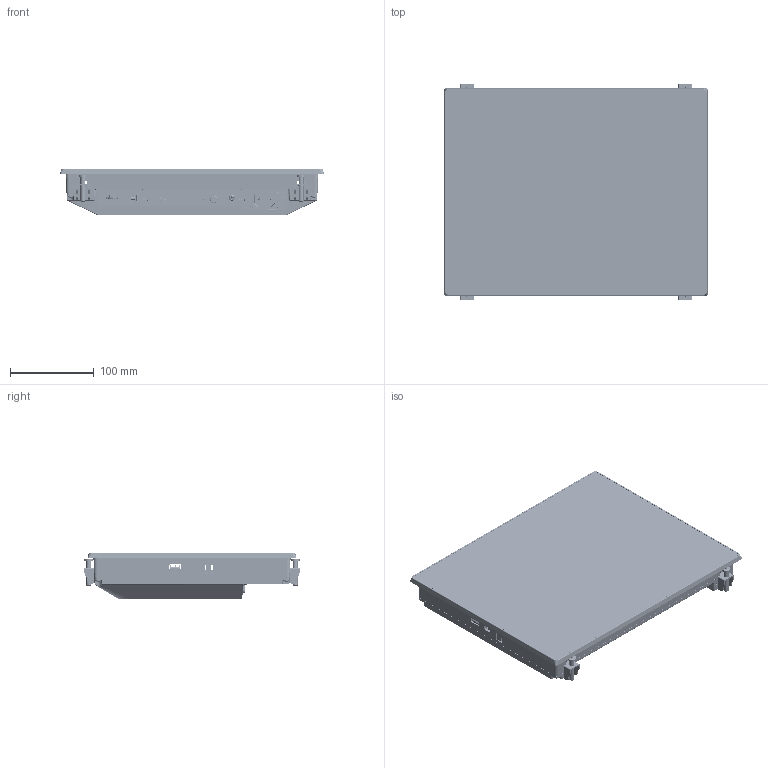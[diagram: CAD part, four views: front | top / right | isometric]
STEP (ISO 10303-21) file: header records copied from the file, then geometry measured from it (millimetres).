
FILE_DESCRIPTION(/* description */ (''),/* implementation_level */ '2;1');
FILE_NAME(/* name */ '',/* time_stamp */ '2017-11-09T11:48:28+09:00',/* author */ (''),/* organization */ (''),/* preprocessor_version */ 'ST-DEVELOPER v16.5',/* originating_system */ 'Autodesk Inventor 2017',/* authorisation */ '');
FILE_SCHEMA (('CONFIG_CONTROL_DESIGN'));
Products named in the file (1): HP_TMG(H)-312-AC00
Bounding box: 314 x 256.29 x 56 mm (x, y, z)
Volume: 644711.3 mm3; surface area: 724131.4 mm2
Topology: 5 solids, 31 shells, 7136 faces, 18808 edges, 11917 vertices
Faces by surface type: plane 3824, cylinder 1495, bspline 942, cone 762, torus 80, sphere 33
Full cylindrical faces by diameter (mm): 0.8 x8, 1 x19, 2 x1, 2.5 x4, 2.6 x2, 2.84 x2, 3 x52, 3.2 x7, 3.5 x122, 3.6 x6, 4 x28, 4.1 x8, 4.2 x4, 4.5 x6, 4.8 x5, 5 x1, 6 x8, 6.15 x16, 6.2 x8, 6.3 x1, 7 x7, 7.15 x5, 8 x25, 9 x7, 10 x6
Entity records: 240008 total; most frequent: CARTESIAN_POINT 63936, ORIENTED_EDGE 36596, DIRECTION 35566, EDGE_CURVE 18287, LINE 11934, VECTOR 11934, VERTEX_POINT 11838, AXIS2_PLACEMENT_3D 11816
